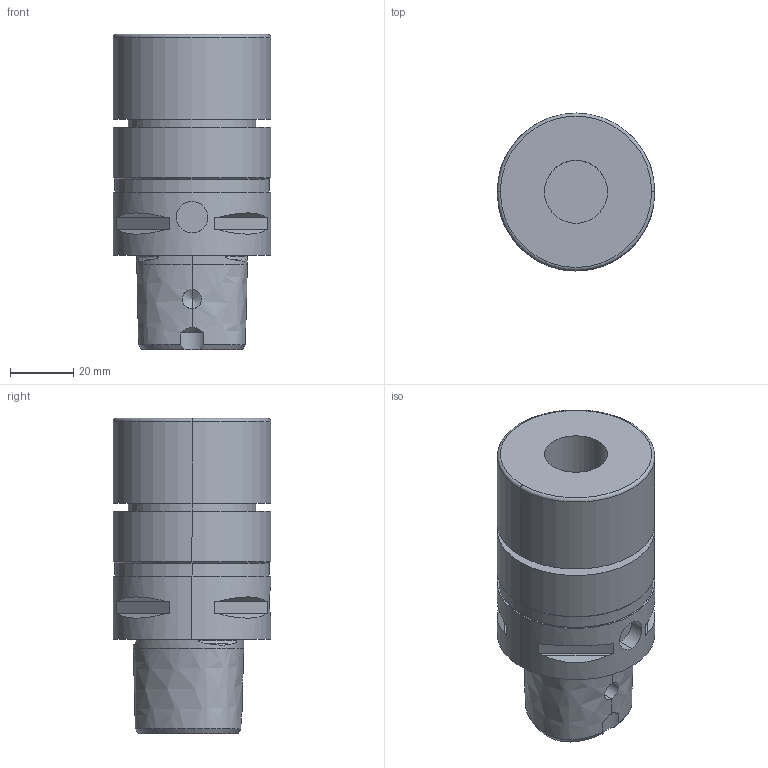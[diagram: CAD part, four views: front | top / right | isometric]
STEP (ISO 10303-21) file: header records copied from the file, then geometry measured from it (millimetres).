
FILE_DESCRIPTION (( 'STEP AP203' ), '1' );
FILE_NAME ('STP-5134-529-032-070-0.STEP', '2021-09-23T03:57:56', ( '' ), ( '' ), 'SwSTEP 2.0', 'SolidWorks 2017', '' );
FILE_SCHEMA (( 'CONFIG_CONTROL_DESIGN' ));
Length unit declared in the file: millimetre
Products named in the file (1): STP-5134-529-032-070-0
Bounding box: 50 x 50 x 100 mm (x, y, z)
Volume: 136462 mm3; surface area: 24930.8 mm2
Topology: 1 solids, 1 shells, 94 faces, 216 edges, 132 vertices
Faces by surface type: plane 32, cylinder 27, cone 18, torus 11, bspline 6
Entity records: 5004 total; most frequent: CARTESIAN_POINT 2873, DIRECTION 428, ORIENTED_EDGE 424, EDGE_CURVE 212, AXIS2_PLACEMENT_3D 182, VERTEX_POINT 132, EDGE_LOOP 108, FACE_OUTER_BOUND 94
